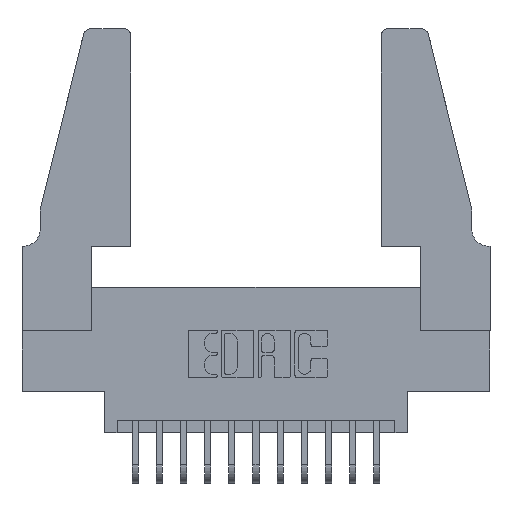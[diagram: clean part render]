
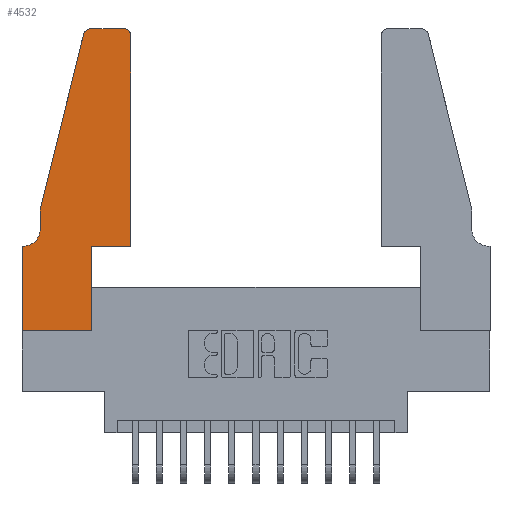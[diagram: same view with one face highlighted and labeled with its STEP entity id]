
A CAD part, top view. The second image highlights one B-rep face of the part: STEP entity #4532.
In plain terms, the highlighted planar face has unit normal (0, 0, 1).
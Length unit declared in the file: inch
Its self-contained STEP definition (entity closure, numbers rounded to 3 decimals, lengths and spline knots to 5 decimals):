
#9 = VECTOR ( 'NONE', #7296, 39.37008 ) ;
#100 = CARTESIAN_POINT ( 'NONE',  ( 0.0755, 0.35, 0.37 ) ) ;
#216 = EDGE_CURVE ( 'NONE', #12193, #16159, #16774, .T. ) ;
#1002 = CARTESIAN_POINT ( 'NONE',  ( 0.2605, 1.25, 0.37 ) ) ;
#1185 = AXIS2_PLACEMENT_3D ( 'NONE', #15875, #2073, #11235 ) ;
#1266 = DIRECTION ( 'NONE',  ( -1., 0., 0. ) ) ;
#1285 = VERTEX_POINT ( 'NONE', #15179 ) ;
#1463 = CARTESIAN_POINT ( 'NONE',  ( 0.4205, 1.25, 0.37 ) ) ;
#1719 = VERTEX_POINT ( 'NONE', #1463 ) ;
#1876 = VERTEX_POINT ( 'NONE', #11475 ) ;
#2073 = DIRECTION ( 'NONE',  ( 0., 0., 1. ) ) ;
#2338 = ORIENTED_EDGE ( 'NONE', *, *, #15042, .T. ) ;
#2456 = VECTOR ( 'NONE', #15695, 39.37008 ) ;
#2599 = CARTESIAN_POINT ( 'NONE',  ( 0.4505, 0.35, 0.37 ) ) ;
#2665 = LINE ( 'NONE', #2599, #5714 ) ;
#2667 = VERTEX_POINT ( 'NONE', #3096 ) ;
#2832 = EDGE_CURVE ( 'NONE', #12827, #5065, #8217, .T. ) ;
#3023 = ORIENTED_EDGE ( 'NONE', *, *, #5017, .T. ) ;
#3096 = CARTESIAN_POINT ( 'NONE',  ( 0.4505, 1.22, 0.37 ) ) ;
#3290 = EDGE_CURVE ( 'NONE', #1285, #13093, #16041, .T. ) ;
#3817 = CARTESIAN_POINT ( 'NONE',  ( 0.0755, 0.5, 0.37 ) ) ;
#4532 = ADVANCED_FACE ( 'NONE', ( #8344 ), #14223, .T. ) ;
#4692 = LINE ( 'NONE', #100, #2456 ) ;
#4719 = DIRECTION ( 'NONE',  ( -1., 0., 0. ) ) ;
#4862 = ORIENTED_EDGE ( 'NONE', *, *, #5328, .T. ) ;
#5017 = EDGE_CURVE ( 'NONE', #2667, #1719, #14548, .T. ) ;
#5065 = VERTEX_POINT ( 'NONE', #13189 ) ;
#5086 = DIRECTION ( 'NONE',  ( 0., 0., 1. ) ) ;
#5328 = EDGE_CURVE ( 'NONE', #8073, #2667, #7752, .T. ) ;
#5443 = CARTESIAN_POINT ( 'NONE',  ( 0., 0., 0.37 ) ) ;
#5641 = EDGE_CURVE ( 'NONE', #13093, #12193, #4692, .T. ) ;
#5714 = VECTOR ( 'NONE', #11707, 39.37008 ) ;
#6531 = VERTEX_POINT ( 'NONE', #11178 ) ;
#6543 = EDGE_CURVE ( 'NONE', #6531, #1876, #8741, .T. ) ;
#7031 = CIRCLE ( 'NONE', #1185, 0.03 ) ;
#7054 = CARTESIAN_POINT ( 'NONE',  ( 0., 0., 0.37 ) ) ;
#7296 = DIRECTION ( 'NONE',  ( 0., 1., 0. ) ) ;
#7472 = CARTESIAN_POINT ( 'NONE',  ( 0.284, 1.25, 0.37 ) ) ;
#7504 = ORIENTED_EDGE ( 'NONE', *, *, #12068, .T. ) ;
#7752 = LINE ( 'NONE', #14998, #9 ) ;
#7790 = EDGE_CURVE ( 'NONE', #16159, #6531, #8078, .T. ) ;
#7910 = DIRECTION ( 'NONE',  ( 0., -1., 0. ) ) ;
#8073 = VERTEX_POINT ( 'NONE', #9971 ) ;
#8078 = LINE ( 'NONE', #7054, #8268 ) ;
#8217 = LINE ( 'NONE', #14165, #9207 ) ;
#8268 = VECTOR ( 'NONE', #14856, 39.37008 ) ;
#8344 = FACE_OUTER_BOUND ( 'NONE', #9240, .T. ) ;
#8384 = VERTEX_POINT ( 'NONE', #7472 ) ;
#8741 = LINE ( 'NONE', #12184, #9934 ) ;
#8875 = VECTOR ( 'NONE', #7910, 39.37008 ) ;
#9207 = VECTOR ( 'NONE', #13091, 39.37008 ) ;
#9240 = EDGE_LOOP ( 'NONE', ( #7504, #2338, #12196, #13928, #11491, #10072, #16168, #10431, #16185, #14023, #4862, #3023 ) ) ;
#9934 = VECTOR ( 'NONE', #15980, 39.37008 ) ;
#9971 = CARTESIAN_POINT ( 'NONE',  ( 0.4505, 0.35, 0.37 ) ) ;
#10072 = ORIENTED_EDGE ( 'NONE', *, *, #5641, .T. ) ;
#10431 = ORIENTED_EDGE ( 'NONE', *, *, #7790, .T. ) ;
#10482 = DIRECTION ( 'NONE',  ( 0., -1., 0. ) ) ;
#10761 = DIRECTION ( 'NONE',  ( 1., 0., 0. ) ) ;
#11109 = CARTESIAN_POINT ( 'NONE',  ( 0.25487, 1.22718, 0.37 ) ) ;
#11178 = CARTESIAN_POINT ( 'NONE',  ( 0.2865, 0., 0.37 ) ) ;
#11235 = DIRECTION ( 'NONE',  ( 1., 0., 0. ) ) ;
#11391 = LINE ( 'NONE', #1002, #13565 ) ;
#11475 = CARTESIAN_POINT ( 'NONE',  ( 0.2865, 0.35, 0.37 ) ) ;
#11491 = ORIENTED_EDGE ( 'NONE', *, *, #3290, .T. ) ;
#11681 = AXIS2_PLACEMENT_3D ( 'NONE', #12971, #12862, #1266 ) ;
#11707 = DIRECTION ( 'NONE',  ( 1., 0., 0. ) ) ;
#11772 = CARTESIAN_POINT ( 'NONE',  ( 0., 0.35, 0.37 ) ) ;
#11857 = CARTESIAN_POINT ( 'NONE',  ( 0., 0., 0.37 ) ) ;
#12068 = EDGE_CURVE ( 'NONE', #1719, #8384, #11391, .T. ) ;
#12101 = EDGE_CURVE ( 'NONE', #1876, #8073, #2665, .T. ) ;
#12184 = CARTESIAN_POINT ( 'NONE',  ( 0.2865, 0.35, 0.37 ) ) ;
#12193 = VERTEX_POINT ( 'NONE', #15235 ) ;
#12196 = ORIENTED_EDGE ( 'NONE', *, *, #2832, .T. ) ;
#12268 = AXIS2_PLACEMENT_3D ( 'NONE', #11772, #14725, #10761 ) ;
#12811 = CARTESIAN_POINT ( 'NONE',  ( 0.4205, 1.22, 0.37 ) ) ;
#12827 = VERTEX_POINT ( 'NONE', #11109 ) ;
#12862 = DIRECTION ( 'NONE',  ( 0., 0., -1. ) ) ;
#12971 = CARTESIAN_POINT ( 'NONE',  ( 0.0055, 0.42, 0.37 ) ) ;
#13091 = DIRECTION ( 'NONE',  ( -0.239, -0.971, 0. ) ) ;
#13093 = VERTEX_POINT ( 'NONE', #14108 ) ;
#13189 = CARTESIAN_POINT ( 'NONE',  ( 0.0755, 0.5, 0.37 ) ) ;
#13316 = AXIS2_PLACEMENT_3D ( 'NONE', #12811, #5086, #14100 ) ;
#13565 = VECTOR ( 'NONE', #4719, 39.37008 ) ;
#13928 = ORIENTED_EDGE ( 'NONE', *, *, #14858, .T. ) ;
#14023 = ORIENTED_EDGE ( 'NONE', *, *, #12101, .T. ) ;
#14100 = DIRECTION ( 'NONE',  ( 1., 0., 0. ) ) ;
#14108 = CARTESIAN_POINT ( 'NONE',  ( 0.0055, 0.35, 0.37 ) ) ;
#14165 = CARTESIAN_POINT ( 'NONE',  ( 0.0755, 0.5, 0.37 ) ) ;
#14223 = PLANE ( 'NONE',  #12268 ) ;
#14548 = CIRCLE ( 'NONE', #13316, 0.03 ) ;
#14725 = DIRECTION ( 'NONE',  ( 0., 0., 1. ) ) ;
#14856 = DIRECTION ( 'NONE',  ( 1., 0., 0. ) ) ;
#14858 = EDGE_CURVE ( 'NONE', #5065, #1285, #15908, .T. ) ;
#14998 = CARTESIAN_POINT ( 'NONE',  ( 0.4505, 0.35, 0.37 ) ) ;
#15042 = EDGE_CURVE ( 'NONE', #8384, #12827, #7031, .T. ) ;
#15179 = CARTESIAN_POINT ( 'NONE',  ( 0.0755, 0.42, 0.37 ) ) ;
#15235 = CARTESIAN_POINT ( 'NONE',  ( 0., 0.35, 0.37 ) ) ;
#15695 = DIRECTION ( 'NONE',  ( -1., 0., 0. ) ) ;
#15875 = CARTESIAN_POINT ( 'NONE',  ( 0.284, 1.22, 0.37 ) ) ;
#15908 = LINE ( 'NONE', #3817, #8875 ) ;
#15980 = DIRECTION ( 'NONE',  ( 0., 1., 0. ) ) ;
#16041 = CIRCLE ( 'NONE', #11681, 0.07 ) ;
#16159 = VERTEX_POINT ( 'NONE', #11857 ) ;
#16168 = ORIENTED_EDGE ( 'NONE', *, *, #216, .T. ) ;
#16185 = ORIENTED_EDGE ( 'NONE', *, *, #6543, .T. ) ;
#16374 = VECTOR ( 'NONE', #10482, 39.37008 ) ;
#16774 = LINE ( 'NONE', #5443, #16374 ) ;
